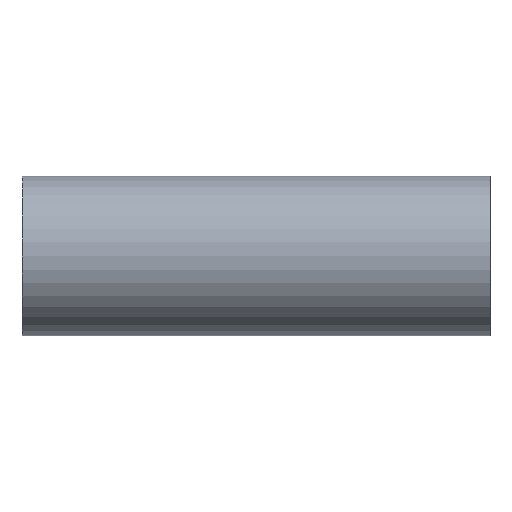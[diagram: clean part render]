
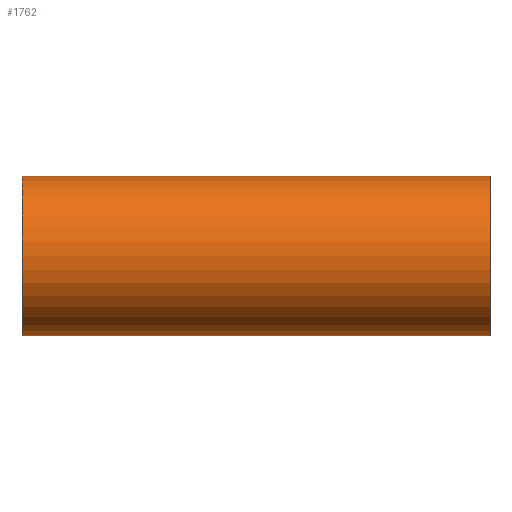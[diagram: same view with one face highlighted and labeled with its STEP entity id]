
A CAD part, left-side view. The second image highlights one B-rep face of the part: STEP entity #1762.
In plain terms, the highlighted cylindrical face has radius 20.5 mm (diameter 41 mm), a full revolution.
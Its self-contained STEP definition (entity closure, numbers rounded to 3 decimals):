
#1566=CARTESIAN_POINT('',(13.937,0.,-15.033));
#1567=VERTEX_POINT('',#1566);
#1575=CARTESIAN_POINT('',(13.937,0.,-15.033));
#1576=CARTESIAN_POINT('',(13.937,0.643,-15.033));
#1577=CARTESIAN_POINT('',(14.003,1.768,-14.973));
#1578=CARTESIAN_POINT('',(14.199,3.026,-14.787));
#1579=CARTESIAN_POINT('',(14.452,4.252,-14.54));
#1580=CARTESIAN_POINT('',(14.816,5.596,-14.176));
#1581=CARTESIAN_POINT('',(15.318,7.005,-13.631));
#1582=CARTESIAN_POINT('',(15.864,8.338,-12.992));
#1583=CARTESIAN_POINT('',(16.322,9.338,-12.415));
#1584=CARTESIAN_POINT('',(16.91,10.523,-11.601));
#1585=CARTESIAN_POINT('',(17.502,11.634,-10.702));
#1586=CARTESIAN_POINT('',(18.017,12.536,-9.794));
#1587=CARTESIAN_POINT('',(18.453,13.276,-8.94));
#1588=CARTESIAN_POINT('',(18.872,13.971,-8.043));
#1589=CARTESIAN_POINT('',(19.397,14.81,-6.7));
#1590=CARTESIAN_POINT('',(19.833,15.488,-5.256));
#1591=CARTESIAN_POINT('',(20.08,15.866,-4.161));
#1592=CARTESIAN_POINT('',(20.386,16.331,-2.479));
#1593=CARTESIAN_POINT('',(20.603,16.653,0.015));
#1594=CARTESIAN_POINT('',(20.379,16.32,2.554));
#1595=CARTESIAN_POINT('',(20.03,15.789,4.419));
#1596=CARTESIAN_POINT('',(19.762,15.379,5.509));
#1597=CARTESIAN_POINT('',(19.378,14.779,6.717));
#1598=CARTESIAN_POINT('',(18.644,13.607,8.671));
#1599=CARTESIAN_POINT('',(17.726,12.07,10.383));
#1600=CARTESIAN_POINT('',(16.78,10.266,11.786));
#1601=CARTESIAN_POINT('',(16.157,9.,12.636));
#1602=CARTESIAN_POINT('',(15.398,7.272,13.554));
#1603=CARTESIAN_POINT('',(14.619,5.013,14.382));
#1604=CARTESIAN_POINT('',(14.069,2.555,14.913));
#1605=CARTESIAN_POINT('',(13.87,-0.016,15.095));
#1606=CARTESIAN_POINT('',(14.097,-2.877,14.887));
#1607=CARTESIAN_POINT('',(14.706,-5.301,14.297));
#1608=CARTESIAN_POINT('',(15.427,-7.297,13.51));
#1609=CARTESIAN_POINT('',(16.017,-8.688,12.807));
#1610=CARTESIAN_POINT('',(16.638,-9.993,11.992));
#1611=CARTESIAN_POINT('',(17.377,-11.412,10.908));
#1612=CARTESIAN_POINT('',(18.199,-12.861,9.501));
#1613=CARTESIAN_POINT('',(18.897,-14.012,7.999));
#1614=CARTESIAN_POINT('',(19.389,-14.796,6.684));
#1615=CARTESIAN_POINT('',(19.823,-15.474,5.314));
#1616=CARTESIAN_POINT('',(20.246,-16.119,3.483));
#1617=CARTESIAN_POINT('',(20.512,-16.518,1.168));
#1618=CARTESIAN_POINT('',(20.51,-16.516,-1.189));
#1619=CARTESIAN_POINT('',(20.287,-16.181,-3.115));
#1620=CARTESIAN_POINT('',(19.987,-15.725,-4.602));
#1621=CARTESIAN_POINT('',(19.709,-15.297,-5.673));
#1622=CARTESIAN_POINT('',(19.166,-14.447,-7.389));
#1623=CARTESIAN_POINT('',(18.406,-13.218,-9.113));
#1624=CARTESIAN_POINT('',(17.496,-11.622,-10.711));
#1625=CARTESIAN_POINT('',(16.786,-10.29,-11.79));
#1626=CARTESIAN_POINT('',(16.08,-8.834,-12.732));
#1627=CARTESIAN_POINT('',(15.191,-6.751,-13.793));
#1628=CARTESIAN_POINT('',(14.439,-4.434,-14.56));
#1629=CARTESIAN_POINT('',(14.012,-1.93,-14.965));
#1630=CARTESIAN_POINT('',(13.937,-0.643,-15.033));
#1631=CARTESIAN_POINT('',(13.937,0.,-15.033));
#1632=CARTESIAN_POINT('',(13.937,0.,-15.033));
#1633=CARTESIAN_POINT('',(13.937,0.,-15.033));
#1634=CARTESIAN_POINT('',(13.937,0.,-15.033));
#1635=B_SPLINE_CURVE_WITH_KNOTS('',3,(#1575,#1576,#1577,#1578,#1579,#1580,#1581,#1582,#1583,#1584,#1585,#1586,#1587,#1588,#1589,#1590,#1591,#1592,#1593,#1594,#1595,#1596,#1597,#1598,#1599,#1600,#1601,#1602,#1603,#1604,#1605,#1606,#1607,#1608,#1609,#1610,#1611,#1612,#1613,#1614,#1615,#1616,#1617,#1618,#1619,#1620,#1621,#1622,#1623,#1624,#1625,#1626,#1627,#1628,#1629,#1630,#1631,#1632,#1633,#1634),.UNSPECIFIED.,.T.,.U.,(4,1,1,1,1,1,1,1,1,1,1,1,1,1,1,1,1,1,1,1,1,1,1,1,1,1,1,1,1,1,1,1,1,1,1,1,1,1,1,1,1,1,1,1,1,1,1,1,1,1,1,1,1,1,3,4),(-9.168,-9.004,-8.881,-8.84,-8.676,-8.513,-8.431,-8.267,-8.185,-8.022,-7.858,-7.817,-7.694,-7.531,-7.367,-7.244,-7.203,-6.876,-6.548,-6.494,-6.33,-6.221,-6.112,-5.675,-5.566,-5.457,-5.239,-5.02,-4.802,-4.584,-4.366,-4.074,-3.929,-3.783,-3.638,-3.492,-3.274,-3.056,-2.947,-2.838,-2.619,-2.401,-2.183,-1.964,-1.855,-1.746,-1.637,-1.31,-1.146,-0.982,-0.819,-0.655,-0.327,-0.164,0.0,0.),.UNSPECIFIED.);
#1636=EDGE_CURVE('',#1567,#1567,#1635,.T.);
#1732=CARTESIAN_POINT('',(0.,0.0,0.0));
#1733=DIRECTION('',(0.,-1.0,0.0));
#1734=DIRECTION('',(1.0,0.0,0.0));
#1735=AXIS2_PLACEMENT_3D('',#1732,#1733,#1734);
#1736=CYLINDRICAL_SURFACE('',#1735,20.5);
#1737=CARTESIAN_POINT('',(20.5,-60.,0.0));
#1738=VERTEX_POINT('',#1737);
#1739=CARTESIAN_POINT('',(0.,-60.0,0.0));
#1740=DIRECTION('',(0.0,-1.0,0.0));
#1741=DIRECTION('',(1.0,0.0,0.0));
#1742=AXIS2_PLACEMENT_3D('',#1739,#1740,#1741);
#1743=CIRCLE('',#1742,20.5);
#1744=EDGE_CURVE('',#1738,#1738,#1743,.T.);
#1745=ORIENTED_EDGE('',*,*,#1744,.F.);
#1746=EDGE_LOOP('',(#1745));
#1747=FACE_OUTER_BOUND('',#1746,.T.);
#1748=CARTESIAN_POINT('',(20.5,60.,0.0));
#1749=VERTEX_POINT('',#1748);
#1750=CARTESIAN_POINT('',(0.,60.0,0.0));
#1751=DIRECTION('',(0.0,-1.0,0.0));
#1752=DIRECTION('',(1.0,0.0,0.0));
#1753=AXIS2_PLACEMENT_3D('',#1750,#1751,#1752);
#1754=CIRCLE('',#1753,20.5);
#1755=EDGE_CURVE('',#1749,#1749,#1754,.T.);
#1756=ORIENTED_EDGE('',*,*,#1755,.T.);
#1757=EDGE_LOOP('',(#1756));
#1758=FACE_BOUND('',#1757,.T.);
#1759=ORIENTED_EDGE('',*,*,#1636,.F.);
#1760=EDGE_LOOP('',(#1759));
#1761=FACE_BOUND('',#1760,.T.);
#1762=ADVANCED_FACE('',(#1747,#1758,#1761),#1736,.T.);
